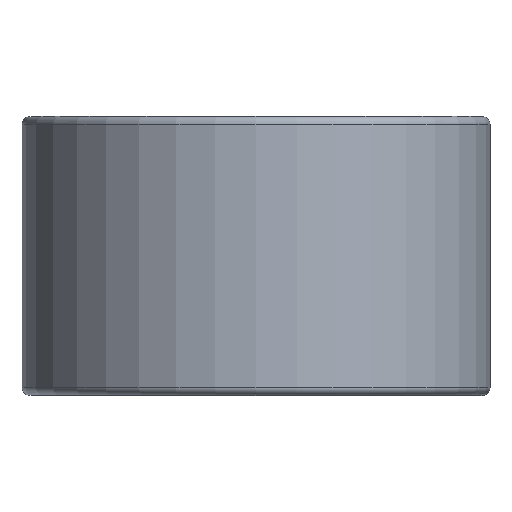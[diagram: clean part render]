
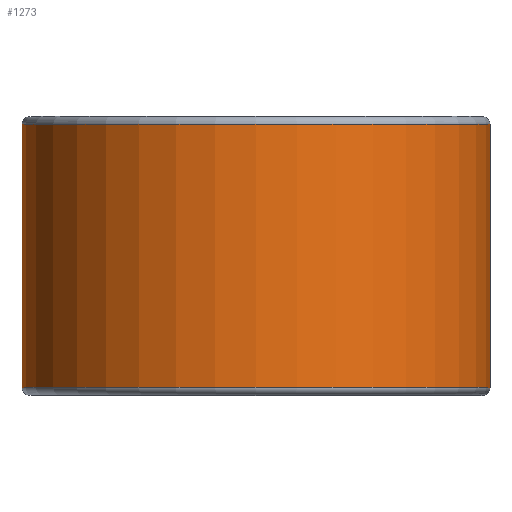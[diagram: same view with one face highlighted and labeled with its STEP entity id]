
A CAD part, top view. The second image highlights one B-rep face of the part: STEP entity #1273.
In plain terms, the highlighted cylindrical face has radius 22.644 mm (diameter 45.288 mm), a partial arc.
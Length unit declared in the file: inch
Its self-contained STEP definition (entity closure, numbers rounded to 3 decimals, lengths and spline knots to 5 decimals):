
#1 = VERTEX_POINT ( 'NONE', #1498 ) ;
#40 = DIRECTION ( 'NONE',  ( 0., 1., 0. ) ) ;
#82 = ORIENTED_EDGE ( 'NONE', *, *, #496, .T. ) ;
#125 = VECTOR ( 'NONE', #40, 39.37008 ) ;
#130 = LINE ( 'NONE', #1465, #125 ) ;
#184 = DIRECTION ( 'NONE',  ( 0., 0., -1. ) ) ;
#189 = LINE ( 'NONE', #735, #261 ) ;
#261 = VECTOR ( 'NONE', #1925, 39.37008 ) ;
#373 = DIRECTION ( 'NONE',  ( 0., -1., 0. ) ) ;
#496 = EDGE_CURVE ( 'NONE', #1, #1577, #1447, .T. ) ;
#505 = AXIS2_PLACEMENT_3D ( 'NONE', #585, #373, #184 ) ;
#554 = EDGE_CURVE ( 'NONE', #1536, #870, #1043, .T. ) ;
#585 = CARTESIAN_POINT ( 'NONE',  ( 0., 0.50125, 0. ) ) ;
#654 = AXIS2_PLACEMENT_3D ( 'NONE', #1039, #1637, #1641 ) ;
#735 = CARTESIAN_POINT ( 'NONE',  ( 0., 0.50125, -0.8915 ) ) ;
#812 = ORIENTED_EDGE ( 'NONE', *, *, #554, .F. ) ;
#870 = VERTEX_POINT ( 'NONE', #1926 ) ;
#1011 = ORIENTED_EDGE ( 'NONE', *, *, #1394, .F. ) ;
#1039 = CARTESIAN_POINT ( 'NONE',  ( 0., -0.50125, 0. ) ) ;
#1043 = CIRCLE ( 'NONE', #654, 0.8915 ) ;
#1179 = DIRECTION ( 'NONE',  ( 0., 0., -1. ) ) ;
#1198 = ORIENTED_EDGE ( 'NONE', *, *, #2009, .T. ) ;
#1273 = ADVANCED_FACE ( 'NONE', ( #2404 ), #1347, .T. ) ;
#1347 = CYLINDRICAL_SURFACE ( 'NONE', #1704, 0.8915 ) ;
#1394 = EDGE_CURVE ( 'NONE', #870, #1577, #189, .T. ) ;
#1431 = CARTESIAN_POINT ( 'NONE',  ( 0., 0.50125, -0.8915 ) ) ;
#1447 = CIRCLE ( 'NONE', #505, 0.8915 ) ;
#1465 = CARTESIAN_POINT ( 'NONE',  ( 0.8915, 0.50125, 0. ) ) ;
#1498 = CARTESIAN_POINT ( 'NONE',  ( 0.8915, 0.50125, 0. ) ) ;
#1536 = VERTEX_POINT ( 'NONE', #1809 ) ;
#1567 = DIRECTION ( 'NONE',  ( 0., -1., 0. ) ) ;
#1577 = VERTEX_POINT ( 'NONE', #1431 ) ;
#1637 = DIRECTION ( 'NONE',  ( 0., -1., 0. ) ) ;
#1641 = DIRECTION ( 'NONE',  ( 0., 0., -1. ) ) ;
#1704 = AXIS2_PLACEMENT_3D ( 'NONE', #2268, #1567, #1179 ) ;
#1809 = CARTESIAN_POINT ( 'NONE',  ( 0.8915, -0.50125, 0. ) ) ;
#1925 = DIRECTION ( 'NONE',  ( 0., 1., 0. ) ) ;
#1926 = CARTESIAN_POINT ( 'NONE',  ( 0., -0.50125, -0.8915 ) ) ;
#1946 = EDGE_LOOP ( 'NONE', ( #1198, #82, #1011, #812 ) ) ;
#2009 = EDGE_CURVE ( 'NONE', #1536, #1, #130, .T. ) ;
#2268 = CARTESIAN_POINT ( 'NONE',  ( 0., 0.5, 0. ) ) ;
#2404 = FACE_OUTER_BOUND ( 'NONE', #1946, .T. ) ;
